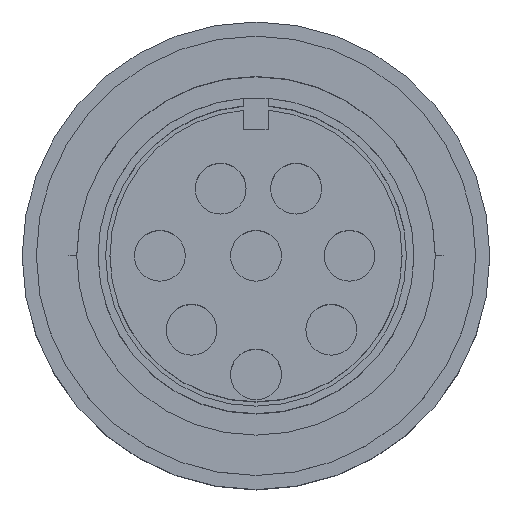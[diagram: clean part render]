
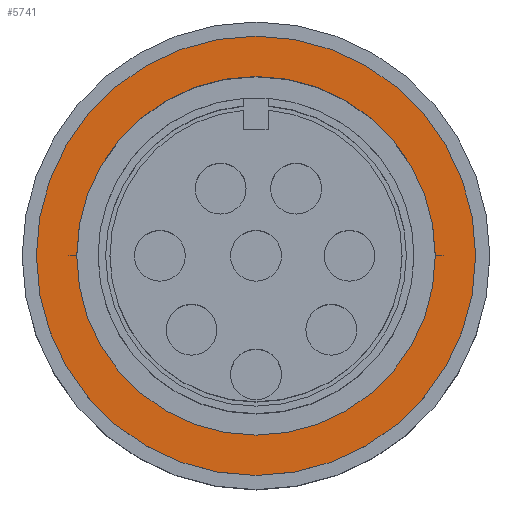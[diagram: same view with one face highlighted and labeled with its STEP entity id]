
A CAD part, top view. The second image highlights one B-rep face of the part: STEP entity #5741.
In plain terms, the highlighted planar face has unit normal (0, 0, 1).
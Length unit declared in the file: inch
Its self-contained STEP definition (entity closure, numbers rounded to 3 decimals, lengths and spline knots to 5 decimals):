
#166 = CARTESIAN_POINT ( 'NONE',  ( -0.89702, 0., -0.11 ) ) ;
#185 = DIRECTION ( 'NONE',  ( -1., 0., 0. ) ) ;
#336 = DIRECTION ( 'NONE',  ( -1., 0., 0. ) ) ;
#399 = VERTEX_POINT ( 'NONE', #166 ) ;
#434 = ORIENTED_EDGE ( 'NONE', *, *, #1608, .T. ) ;
#438 = EDGE_LOOP ( 'NONE', ( #4427, #434 ) ) ;
#824 = CIRCLE ( 'NONE', #4536, 0.73233 ) ;
#914 = AXIS2_PLACEMENT_3D ( 'NONE', #1859, #4206, #2815 ) ;
#1536 = EDGE_CURVE ( 'NONE', #399, #5825, #1843, .T. ) ;
#1608 = EDGE_CURVE ( 'NONE', #3126, #3646, #824, .T. ) ;
#1748 = ORIENTED_EDGE ( 'NONE', *, *, #5921, .F. ) ;
#1843 = CIRCLE ( 'NONE', #4304, 0.89702 ) ;
#1858 = AXIS2_PLACEMENT_3D ( 'NONE', #2980, #4363, #2497 ) ;
#1859 = CARTESIAN_POINT ( 'NONE',  ( 0., 0.89702, -0.11 ) ) ;
#1864 = DIRECTION ( 'NONE',  ( -1., 0., 0. ) ) ;
#2497 = DIRECTION ( 'NONE',  ( -1., 0., 0. ) ) ;
#2815 = DIRECTION ( 'NONE',  ( 1., 0., 0. ) ) ;
#2980 = CARTESIAN_POINT ( 'NONE',  ( 0., 0., -0.11 ) ) ;
#3056 = ORIENTED_EDGE ( 'NONE', *, *, #1536, .F. ) ;
#3126 = VERTEX_POINT ( 'NONE', #5355 ) ;
#3133 = DIRECTION ( 'NONE',  ( 0., 0., -1. ) ) ;
#3169 = CARTESIAN_POINT ( 'NONE',  ( 0., 0., -0.11 ) ) ;
#3213 = FACE_BOUND ( 'NONE', #438, .T. ) ;
#3290 = CIRCLE ( 'NONE', #1858, 0.73233 ) ;
#3360 = FACE_OUTER_BOUND ( 'NONE', #4906, .T. ) ;
#3498 = AXIS2_PLACEMENT_3D ( 'NONE', #5365, #5350, #185 ) ;
#3646 = VERTEX_POINT ( 'NONE', #5192 ) ;
#3710 = CARTESIAN_POINT ( 'NONE',  ( 0., 0., -0.11 ) ) ;
#4171 = DIRECTION ( 'NONE',  ( 0., 0., -1. ) ) ;
#4206 = DIRECTION ( 'NONE',  ( 0., 0., 1. ) ) ;
#4304 = AXIS2_PLACEMENT_3D ( 'NONE', #3169, #3133, #336 ) ;
#4363 = DIRECTION ( 'NONE',  ( 0., 0., -1. ) ) ;
#4427 = ORIENTED_EDGE ( 'NONE', *, *, #5344, .T. ) ;
#4536 = AXIS2_PLACEMENT_3D ( 'NONE', #3710, #4171, #1864 ) ;
#4704 = CARTESIAN_POINT ( 'NONE',  ( 0.89702, 0., -0.11 ) ) ;
#4906 = EDGE_LOOP ( 'NONE', ( #3056, #1748 ) ) ;
#4985 = CIRCLE ( 'NONE', #3498, 0.89702 ) ;
#5153 = PLANE ( 'NONE',  #914 ) ;
#5192 = CARTESIAN_POINT ( 'NONE',  ( -0.73233, 0., -0.11 ) ) ;
#5344 = EDGE_CURVE ( 'NONE', #3646, #3126, #3290, .T. ) ;
#5350 = DIRECTION ( 'NONE',  ( 0., 0., -1. ) ) ;
#5355 = CARTESIAN_POINT ( 'NONE',  ( 0.73233, 0., -0.11 ) ) ;
#5365 = CARTESIAN_POINT ( 'NONE',  ( 0., 0., -0.11 ) ) ;
#5741 = ADVANCED_FACE ( 'NONE', ( #3213, #3360 ), #5153, .T. ) ;
#5825 = VERTEX_POINT ( 'NONE', #4704 ) ;
#5921 = EDGE_CURVE ( 'NONE', #5825, #399, #4985, .T. ) ;
